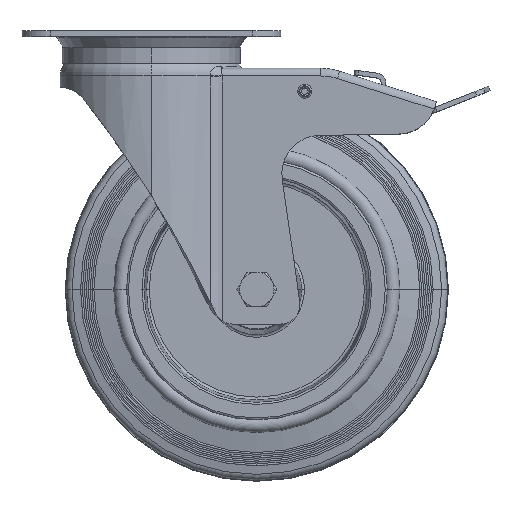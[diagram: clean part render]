
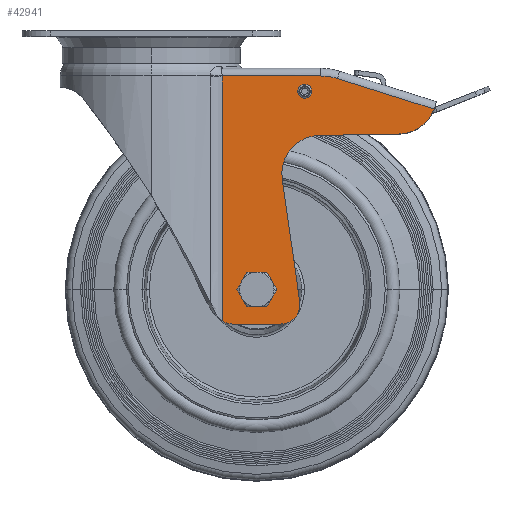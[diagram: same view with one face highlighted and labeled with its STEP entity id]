
A CAD part, top view. The second image highlights one B-rep face of the part: STEP entity #42941.
In plain terms, the highlighted planar face has unit normal (0, 0, 1).
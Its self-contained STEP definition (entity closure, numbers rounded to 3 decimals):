
#438 = CARTESIAN_POINT ( 'NONE',  ( 129.074, -53.899, 34. ) ) ;
#564 = VECTOR ( 'NONE', #44617, 1000. ) ;
#634 = ORIENTED_EDGE ( 'NONE', *, *, #49327, .F. ) ;
#725 = CARTESIAN_POINT ( 'NONE',  ( 88.05, -74.6, 34. ) ) ;
#861 = B_SPLINE_CURVE_WITH_KNOTS ( 'NONE', 3,
 ( #60937, #27507, #47276, #8627 ),
 .UNSPECIFIED., .F., .F.,
 ( 4, 4 ),
 ( 0., 1. ),
 .UNSPECIFIED. ) ;
#880 = AXIS2_PLACEMENT_3D ( 'NONE', #51819, #47741, #38197 ) ;
#932 = CIRCLE ( 'NONE', #49321, 6.1 ) ;
#3100 = CARTESIAN_POINT ( 'NONE',  ( 48.9, -135., 34. ) ) ;
#4320 = CARTESIAN_POINT ( 'NONE',  ( 67.505, -143., 34. ) ) ;
#5140 = EDGE_CURVE ( 'NONE', #33114, #10747, #27117, .T. ) ;
#6524 = CARTESIAN_POINT ( 'NONE',  ( 88.271, -23.6, 34. ) ) ;
#6684 = DIRECTION ( 'NONE',  ( 0., 0., -1. ) ) ;
#7305 = FACE_BOUND ( 'NONE', #7779, .T. ) ;
#7347 = AXIS2_PLACEMENT_3D ( 'NONE', #45633, #60848, #59909 ) ;
#7779 = EDGE_LOOP ( 'NONE', ( #13023, #45722 ) ) ;
#8299 = EDGE_LOOP ( 'NONE', ( #49152, #45526, #37108, #634, #49987, #26340, #51071, #53562, #50740, #28799, #37724 ) ) ;
#8311 = VECTOR ( 'NONE', #56701, 1000. ) ;
#8514 = FACE_BOUND ( 'NONE', #58217, .T. ) ;
#8627 = CARTESIAN_POINT ( 'NONE',  ( 37.017, -151.359, 34. ) ) ;
#8725 = CARTESIAN_POINT ( 'NONE',  ( 55., -135., 34. ) ) ;
#9410 = AXIS2_PLACEMENT_3D ( 'NONE', #59089, #49158, #21918 ) ;
#9901 = DIRECTION ( 'NONE',  ( 0., 0., -1. ) ) ;
#10000 = LINE ( 'NONE', #14329, #52725 ) ;
#10747 = VERTEX_POINT ( 'NONE', #44131 ) ;
#10904 = EDGE_CURVE ( 'NONE', #15643, #25134, #39995, .T. ) ;
#11184 = ORIENTED_EDGE ( 'NONE', *, *, #5140, .F. ) ;
#12234 = CARTESIAN_POINT ( 'NONE',  ( 128.734, -33.902, 34. ) ) ;
#13023 = ORIENTED_EDGE ( 'NONE', *, *, #10904, .F. ) ;
#13175 = PLANE ( 'NONE',  #38644 ) ;
#14329 = CARTESIAN_POINT ( 'NONE',  ( 68.25, -77.425, 34. ) ) ;
#14346 = CARTESIAN_POINT ( 'NONE',  ( 77.405, -141.588, 34. ) ) ;
#14633 = DIRECTION ( 'NONE',  ( 0., 0., 1. ) ) ;
#15643 = VERTEX_POINT ( 'NONE', #3100 ) ;
#16264 = CIRCLE ( 'NONE', #51886, 2.6 ) ;
#16600 = FACE_OUTER_BOUND ( 'NONE', #8299, .T. ) ;
#16737 = AXIS2_PLACEMENT_3D ( 'NONE', #4320, #9901, #42658 ) ;
#16793 = LINE ( 'NONE', #20817, #564 ) ;
#16929 = CARTESIAN_POINT ( 'NONE',  ( 42.505, -153., 34. ) ) ;
#18191 = EDGE_CURVE ( 'NONE', #39220, #29480, #16793, .T. ) ;
#18543 = DIRECTION ( 'NONE',  ( 1., 0., 0. ) ) ;
#19941 = VERTEX_POINT ( 'NONE', #44534 ) ;
#20235 = VERTEX_POINT ( 'NONE', #16929 ) ;
#20481 = DIRECTION ( 'NONE',  ( -1., 0., 0. ) ) ;
#20817 = CARTESIAN_POINT ( 'NONE',  ( 96.991, -24.942, 34. ) ) ;
#21100 = VERTEX_POINT ( 'NONE', #43882 ) ;
#21918 = DIRECTION ( 'NONE',  ( 0., 1., 0. ) ) ;
#23666 = DIRECTION ( 'NONE',  ( 1., 0., 0. ) ) ;
#23813 = ORIENTED_EDGE ( 'NONE', *, *, #44831, .F. ) ;
#24853 = DIRECTION ( 'NONE',  ( 0., 0., 1. ) ) ;
#25134 = VERTEX_POINT ( 'NONE', #28484 ) ;
#26340 = ORIENTED_EDGE ( 'NONE', *, *, #18191, .F. ) ;
#26351 = CARTESIAN_POINT ( 'NONE',  ( 88.271, -23.6, 34. ) ) ;
#27117 = CIRCLE ( 'NONE', #47800, 2.6 ) ;
#27332 = EDGE_CURVE ( 'NONE', #51472, #19941, #59469, .T. ) ;
#27507 = CARTESIAN_POINT ( 'NONE',  ( 37.016, -66.186, 34. ) ) ;
#28423 = VECTOR ( 'NONE', #54226, 1000. ) ;
#28484 = CARTESIAN_POINT ( 'NONE',  ( 61.1, -135., 34. ) ) ;
#28525 = CARTESIAN_POINT ( 'NONE',  ( 55.005, -153., 34. ) ) ;
#28799 = ORIENTED_EDGE ( 'NONE', *, *, #51879, .F. ) ;
#29480 = VERTEX_POINT ( 'NONE', #34199 ) ;
#29873 = VECTOR ( 'NONE', #56215, 1000. ) ;
#32136 = CIRCLE ( 'NONE', #9410, 29. ) ;
#32540 = CARTESIAN_POINT ( 'NONE',  ( 67.505, -153., 34. ) ) ;
#32677 = EDGE_CURVE ( 'NONE', #51472, #39220, #32136, .T. ) ;
#32966 = CARTESIAN_POINT ( 'NONE',  ( 0., -169.6, 34. ) ) ;
#33114 = VERTEX_POINT ( 'NONE', #33210 ) ;
#33210 = CARTESIAN_POINT ( 'NONE',  ( 77.4, -31.6, 34. ) ) ;
#33582 = DIRECTION ( 'NONE',  ( 0., 0., 1. ) ) ;
#34199 = CARTESIAN_POINT ( 'NONE',  ( 147.483, -40.862, 34. ) ) ;
#35255 = CIRCLE ( 'NONE', #54998, 20. ) ;
#35896 = VERTEX_POINT ( 'NONE', #48625 ) ;
#35959 = DIRECTION ( 'NONE',  ( 1., 0., 0. ) ) ;
#37108 = ORIENTED_EDGE ( 'NONE', *, *, #56658, .F. ) ;
#37724 = ORIENTED_EDGE ( 'NONE', *, *, #60785, .F. ) ;
#38043 = DIRECTION ( 'NONE',  ( 0., 0., 1. ) ) ;
#38155 = DIRECTION ( 'NONE',  ( 0.141, -0.99, 0. ) ) ;
#38197 = DIRECTION ( 'NONE',  ( 0., -1., 0. ) ) ;
#38644 = AXIS2_PLACEMENT_3D ( 'NONE', #32966, #33582, #23666 ) ;
#39022 = EDGE_CURVE ( 'NONE', #35896, #50578, #10000, .T. ) ;
#39220 = VERTEX_POINT ( 'NONE', #41466 ) ;
#39995 = CIRCLE ( 'NONE', #7347, 6.1 ) ;
#40355 = EDGE_CURVE ( 'NONE', #19941, #54665, #861, .T. ) ;
#41466 = CARTESIAN_POINT ( 'NONE',  ( 96.991, -24.942, 34. ) ) ;
#42417 = LINE ( 'NONE', #28525, #8311 ) ;
#42445 = CARTESIAN_POINT ( 'NONE',  ( 80., -31.6, 34. ) ) ;
#42658 = DIRECTION ( 'NONE',  ( 0.99, 0.141, 0. ) ) ;
#42928 = AXIS2_PLACEMENT_3D ( 'NONE', #12234, #6684, #49645 ) ;
#42941 = ADVANCED_FACE ( 'NONE', ( #8514, #7305, #16600 ), #13175, .T. ) ;
#43882 = CARTESIAN_POINT ( 'NONE',  ( 87.71, -54.603, 34. ) ) ;
#44131 = CARTESIAN_POINT ( 'NONE',  ( 82.6, -31.6, 34. ) ) ;
#44534 = CARTESIAN_POINT ( 'NONE',  ( 37.015, -23.6, 34. ) ) ;
#44617 = DIRECTION ( 'NONE',  ( 0.954, -0.301, 0. ) ) ;
#44696 = CARTESIAN_POINT ( 'NONE',  ( 129.074, -53.899, 34. ) ) ;
#44831 = EDGE_CURVE ( 'NONE', #10747, #33114, #16264, .T. ) ;
#45526 = ORIENTED_EDGE ( 'NONE', *, *, #39022, .F. ) ;
#45633 = CARTESIAN_POINT ( 'NONE',  ( 55., -135., 34. ) ) ;
#45722 = ORIENTED_EDGE ( 'NONE', *, *, #52145, .F. ) ;
#47276 = CARTESIAN_POINT ( 'NONE',  ( 37.016, -108.773, 34. ) ) ;
#47336 = CIRCLE ( 'NONE', #16737, 10. ) ;
#47741 = DIRECTION ( 'NONE',  ( 0., 0., -1. ) ) ;
#47775 = LINE ( 'NONE', #438, #29873 ) ;
#47800 = AXIS2_PLACEMENT_3D ( 'NONE', #42445, #14633, #20481 ) ;
#48625 = CARTESIAN_POINT ( 'NONE',  ( 68.25, -77.425, 34. ) ) ;
#48877 = CARTESIAN_POINT ( 'NONE',  ( 37.017, -151.359, 34. ) ) ;
#49152 = ORIENTED_EDGE ( 'NONE', *, *, #58139, .F. ) ;
#49158 = DIRECTION ( 'NONE',  ( 0., 0., -1. ) ) ;
#49321 = AXIS2_PLACEMENT_3D ( 'NONE', #8725, #49865, #35959 ) ;
#49327 = EDGE_CURVE ( 'NONE', #55929, #21100, #47775, .T. ) ;
#49645 = DIRECTION ( 'NONE',  ( 0.937, -0.348, 0. ) ) ;
#49865 = DIRECTION ( 'NONE',  ( 0., 0., 1. ) ) ;
#49987 = ORIENTED_EDGE ( 'NONE', *, *, #54964, .F. ) ;
#50578 = VERTEX_POINT ( 'NONE', #14346 ) ;
#50740 = ORIENTED_EDGE ( 'NONE', *, *, #40355, .T. ) ;
#51071 = ORIENTED_EDGE ( 'NONE', *, *, #32677, .F. ) ;
#51362 = CARTESIAN_POINT ( 'NONE',  ( 80., -31.6, 34. ) ) ;
#51386 = VERTEX_POINT ( 'NONE', #32540 ) ;
#51472 = VERTEX_POINT ( 'NONE', #6524 ) ;
#51819 = CARTESIAN_POINT ( 'NONE',  ( 42.505, -143., 34. ) ) ;
#51879 = EDGE_CURVE ( 'NONE', #20235, #54665, #54250, .T. ) ;
#51886 = AXIS2_PLACEMENT_3D ( 'NONE', #51362, #38043, #18543 ) ;
#52145 = EDGE_CURVE ( 'NONE', #25134, #15643, #932, .T. ) ;
#52725 = VECTOR ( 'NONE', #38155, 1000. ) ;
#52855 = CIRCLE ( 'NONE', #42928, 20. ) ;
#53562 = ORIENTED_EDGE ( 'NONE', *, *, #27332, .T. ) ;
#54226 = DIRECTION ( 'NONE',  ( -1., 0., 0. ) ) ;
#54250 = CIRCLE ( 'NONE', #880, 10. ) ;
#54665 = VERTEX_POINT ( 'NONE', #48877 ) ;
#54964 = EDGE_CURVE ( 'NONE', #29480, #55929, #52855, .T. ) ;
#54998 = AXIS2_PLACEMENT_3D ( 'NONE', #725, #24853, #57075 ) ;
#55929 = VERTEX_POINT ( 'NONE', #44696 ) ;
#56215 = DIRECTION ( 'NONE',  ( -1., -0.017, 0. ) ) ;
#56658 = EDGE_CURVE ( 'NONE', #21100, #35896, #35255, .T. ) ;
#56701 = DIRECTION ( 'NONE',  ( -1., 0., 0. ) ) ;
#57075 = DIRECTION ( 'NONE',  ( -0.017, 1., 0. ) ) ;
#58139 = EDGE_CURVE ( 'NONE', #50578, #51386, #47336, .T. ) ;
#58217 = EDGE_LOOP ( 'NONE', ( #11184, #23813 ) ) ;
#59089 = CARTESIAN_POINT ( 'NONE',  ( 88.271, -52.6, 34. ) ) ;
#59469 = LINE ( 'NONE', #26351, #28423 ) ;
#59909 = DIRECTION ( 'NONE',  ( -1., 0., 0. ) ) ;
#60785 = EDGE_CURVE ( 'NONE', #51386, #20235, #42417, .T. ) ;
#60848 = DIRECTION ( 'NONE',  ( 0., 0., 1. ) ) ;
#60937 = CARTESIAN_POINT ( 'NONE',  ( 37.015, -23.6, 34. ) ) ;
